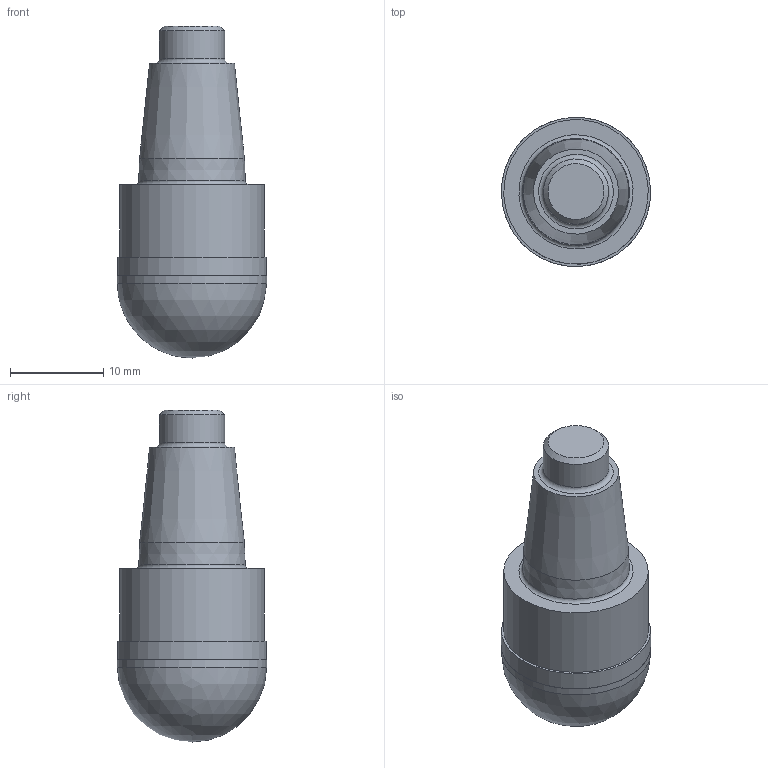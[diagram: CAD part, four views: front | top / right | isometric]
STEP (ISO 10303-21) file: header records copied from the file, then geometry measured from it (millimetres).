
FILE_DESCRIPTION(/* description */ (''),/* implementation_level */ '2;1');
FILE_NAME(/* name */ 'XSB540E16160D1BZ4A_Basic.stp',/* time_stamp */ '2023-03-12T21:11:38+06:00',/* author */ (''),/* organization */ (''),/* preprocessor_version */ 'ST-DEVELOPER v16.7',/* originating_system */ 'SIEMENS PLM Software NX 12.0',/* authorisation */ '');
FILE_SCHEMA (('AUTOMOTIVE_DESIGN { 1 0 10303 214 3 1 1 1 }'));
Length unit declared in the file: millimetre
Products named in the file (1): inpu4D1409C4eb7i
Bounding box: 16 x 16 x 35.6 mm (x, y, z)
Volume: 4380.2 mm3; surface area: 1987.2 mm2
Topology: 2 solids, 2 shells, 16 faces, 28 edges, 22 vertices
Faces by surface type: plane 6, cylinder 4, cone 3, torus 2, sphere 1
Full cylindrical faces by diameter (mm): 7 x1, 15.5 x1, 16 x2
Entity records: 412 total; most frequent: DIRECTION 68, CARTESIAN_POINT 65, AXIS2_PLACEMENT_3D 34, EDGE_LOOP 28, ORIENTED_EDGE 28, FACE_BOUND 24, ADVANCED_FACE 16, VERTEX_POINT 14
